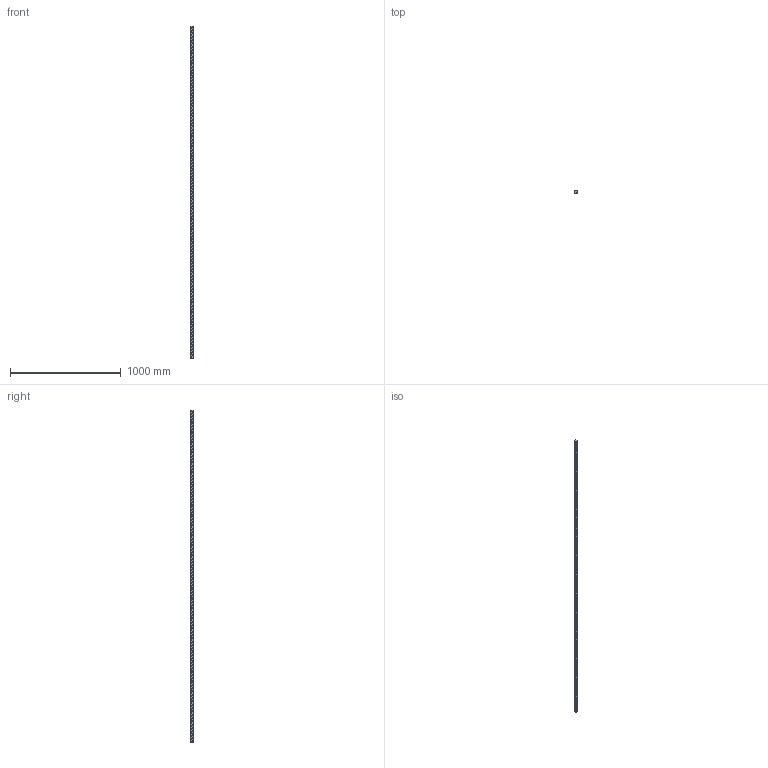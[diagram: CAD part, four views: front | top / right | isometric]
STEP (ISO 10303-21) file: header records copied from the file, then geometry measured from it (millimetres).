
FILE_DESCRIPTION (( 'STEP AP203' ), '1' );
FILE_NAME ('6015.step', '2022-04-28T09:33:14', ( '' ), ( '' ), 'SwSTEP 2.0', 'SolidWorks 2018', '' );
FILE_SCHEMA (( 'CONFIG_CONTROL_DESIGN' ));
Products named in the file (1): 6015
Bounding box: 20 x 20 x 3000 mm (x, y, z)
Volume: 1123180 mm3; surface area: 229775.3 mm2
Topology: 1 solids, 1 shells, 1398 faces, 4037 edges, 2459 vertices
Faces by surface type: plane 497, cylinder 405, torus 402, bspline 94
Entity records: 60606 total; most frequent: CARTESIAN_POINT 27256, ORIENTED_EDGE 7674, DIRECTION 6298, EDGE_CURVE 3837, AXIS2_PLACEMENT_3D 2555, VERTEX_POINT 2459, EDGE_LOOP 1416, ADVANCED_FACE 1398
